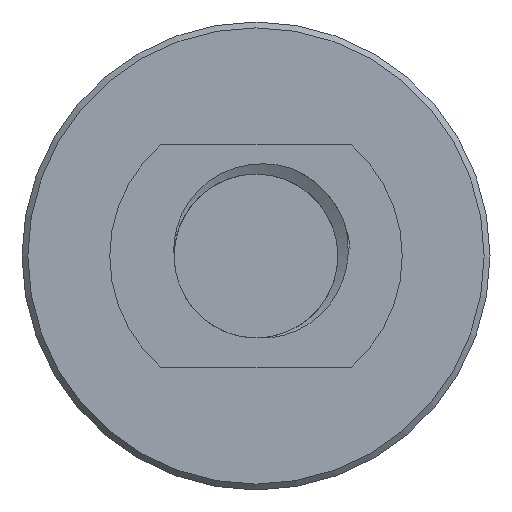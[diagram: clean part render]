
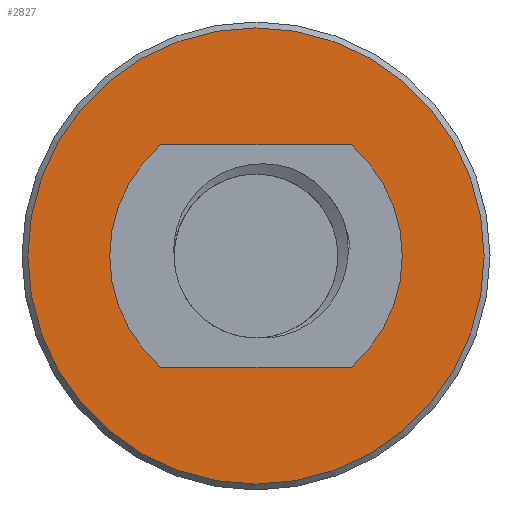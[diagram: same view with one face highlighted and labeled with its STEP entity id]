
A CAD part, left-side view. The second image highlights one B-rep face of the part: STEP entity #2827.
In plain terms, the highlighted planar face has unit normal (-1, 0, 0).
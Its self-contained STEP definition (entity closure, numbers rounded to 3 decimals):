
#84=CARTESIAN_POINT('',(10.,0.0,-29.));
#85=VERTEX_POINT('',#84);
#86=CARTESIAN_POINT('',(10.,0.,-9.5));
#87=DIRECTION('',(-1.0,0.0,0.0));
#88=DIRECTION('',(0.0,0.,-1.0));
#89=AXIS2_PLACEMENT_3D('',#86,#87,#88);
#90=CIRCLE('',#89,19.5);
#91=EDGE_CURVE('',#85,#85,#90,.T.);
#1570=CARTESIAN_POINT('',(10.,8.124,-19.));
#1571=VERTEX_POINT('',#1570);
#1572=CARTESIAN_POINT('',(10.,8.124,0.));
#1573=VERTEX_POINT('',#1572);
#1574=CARTESIAN_POINT('',(10.,0.,-9.5));
#1575=DIRECTION('',(1.,0.,0.));
#1576=DIRECTION('',(0.,0.65,-0.76));
#1577=AXIS2_PLACEMENT_3D('',#1574,#1575,#1576);
#1578=CIRCLE('',#1577,12.5);
#1579=EDGE_CURVE('',#1571,#1573,#1578,.T.);
#1612=CARTESIAN_POINT('',(10.,-8.124,0.));
#1613=VERTEX_POINT('',#1612);
#1614=CARTESIAN_POINT('',(10.,-8.124,-19.));
#1615=VERTEX_POINT('',#1614);
#1616=CARTESIAN_POINT('',(10.,0.,-9.5));
#1617=DIRECTION('',(1.0,0.,0.));
#1618=DIRECTION('',(0.,-0.65,0.76));
#1619=AXIS2_PLACEMENT_3D('',#1616,#1617,#1618);
#1620=CIRCLE('',#1619,12.5);
#1621=EDGE_CURVE('',#1613,#1615,#1620,.T.);
#1654=CARTESIAN_POINT('',(10.,-8.124,-19.));
#1655=DIRECTION('',(0.0,1.0,0.0));
#1656=VECTOR('',#1655,1.0);
#1657=LINE('',#1654,#1656);
#1658=EDGE_CURVE('',#1615,#1571,#1657,.T.);
#1676=CARTESIAN_POINT('',(10.,8.124,0.));
#1677=DIRECTION('',(0.0,-1.0,0.0));
#1678=VECTOR('',#1677,1.0);
#1679=LINE('',#1676,#1678);
#1680=EDGE_CURVE('',#1573,#1613,#1679,.T.);
#2813=CARTESIAN_POINT('',(10.,21.45,-30.95));
#2814=DIRECTION('',(1.0,0.0,0.0));
#2815=DIRECTION('',(0.0,0.0,1.0));
#2816=AXIS2_PLACEMENT_3D('',#2813,#2814,#2815);
#2817=PLANE('',#2816);
#2818=ORIENTED_EDGE('',*,*,#91,.T.);
#2819=EDGE_LOOP('',(#2818));
#2820=FACE_OUTER_BOUND('',#2819,.T.);
#2821=ORIENTED_EDGE('',*,*,#1680,.T.);
#2822=ORIENTED_EDGE('',*,*,#1621,.T.);
#2823=ORIENTED_EDGE('',*,*,#1658,.T.);
#2824=ORIENTED_EDGE('',*,*,#1579,.T.);
#2825=EDGE_LOOP('',(#2821,#2822,#2823,#2824));
#2826=FACE_BOUND('',#2825,.T.);
#2827=ADVANCED_FACE('',(#2820,#2826),#2817,.F.);
